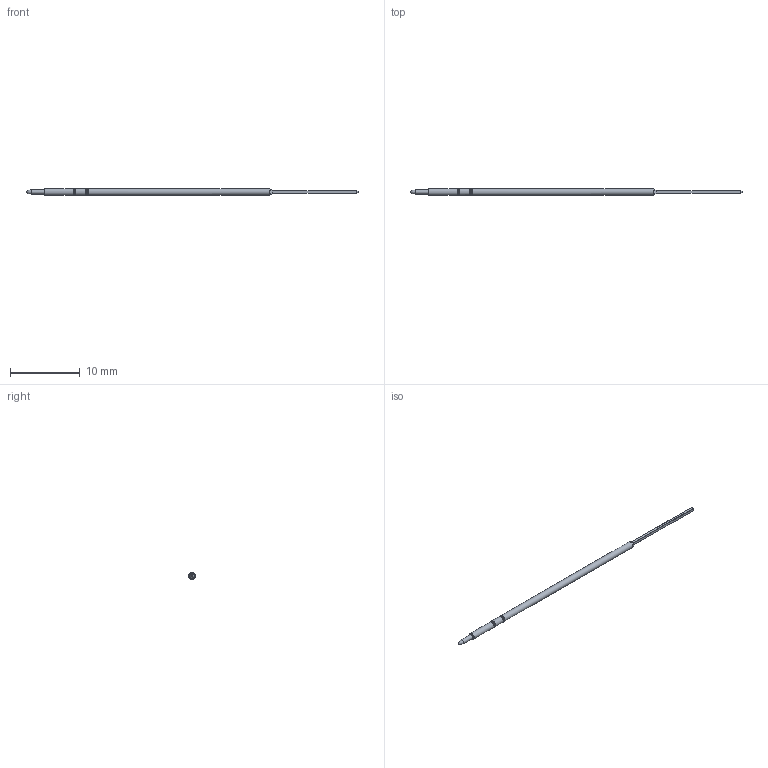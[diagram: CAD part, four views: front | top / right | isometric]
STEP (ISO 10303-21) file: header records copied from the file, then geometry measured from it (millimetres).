
FILE_DESCRIPTION (( 'STEP AP214' ), '1' );
FILE_NAME ('X50-TW-7.STEP', '2024-01-05T15:56:38', ( '' ), ( '' ), 'SwSTEP 2.0', 'SolidWorks 2023', '' );
FILE_SCHEMA (( 'AUTOMOTIVE_DESIGN' ));
Length unit declared in the file: inch
Products named in the file (1): X50-TW-7
Bounding box: 47.5 x 1.03 x 1.03 mm (x, y, z)
Volume: 25.1 mm3; surface area: 122.3 mm2
Topology: 2 solids, 2 shells, 33 faces, 76 edges, 46 vertices
Faces by surface type: plane 11, cylinder 10, cone 9, torus 3
Full cylindrical faces by diameter (mm): 0.632 x1, 0.937 x3, 1.026 x1, 1.029 x1
Entity records: 886 total; most frequent: CARTESIAN_POINT 192, DIRECTION 134, ORIENTED_EDGE 118, EDGE_CURVE 59, AXIS2_PLACEMENT_3D 57, EDGE_LOOP 48, VERTEX_POINT 43, FACE_OUTER_BOUND 42
